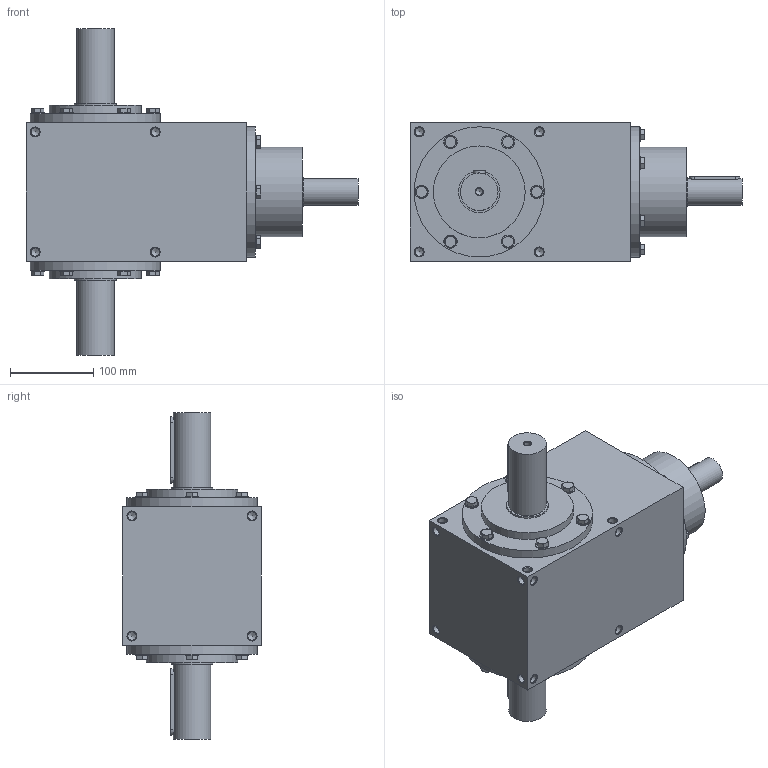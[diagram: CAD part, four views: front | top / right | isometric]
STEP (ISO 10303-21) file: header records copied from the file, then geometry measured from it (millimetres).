
FILE_DESCRIPTION(/* description */ ('STEP AP203'),/* implementation_level */ '2;1');
FILE_NAME(/* name */ 'RES42_RES-S2_R.1_4.5',/* time_stamp */ '2023-01-10T08:32:54+01:00',/* author */ ('License CC BY-ND 4.0'),/* organization */ ('CADENAS'),/* preprocessor_version */ 'ST-DEVELOPER v18.102',/* originating_system */ 'PARTsolutions',/* authorisation */ ' ');
FILE_SCHEMA (('CONFIG_CONTROL_DESIGN'));
Length unit declared in the file: millimetre
Products named in the file (5): RES42_RES-S2_R.1/4.5; RES42-shaft; REC42-shaft; RC_RR42-screw; RES422-case
Assembly tree (22 placements, depth 2):
  RES42_RES-S2_R.1/4.5
    RES42-shaft  x2
    REC42-shaft
    RC_RR42-screw  x18
    RES422-case
Bounding box: 398 x 166 x 392 mm (x, y, z)
Volume: 9016347.4 mm3; surface area: 435392.6 mm2
Topology: 22 solids, 22 shells, 428 faces, 961 edges, 584 vertices
Faces by surface type: plane 193, cone 154, cylinder 81
Full cylindrical faces by diameter (mm): 8.376 x3, 10.106 x40, 16 x18, 32 x1, 35 x2, 45 x2, 50 x3, 107 x1, 110 x2, 156 x3
Entity records: 3856 total; most frequent: DIRECTION 704, CARTESIAN_POINT 654, ORIENTED_EDGE 444, AXIS2_PLACEMENT_3D 332, FACE_BOUND 278, EDGE_LOOP 256, EDGE_CURVE 222, VERTEX_POINT 196
